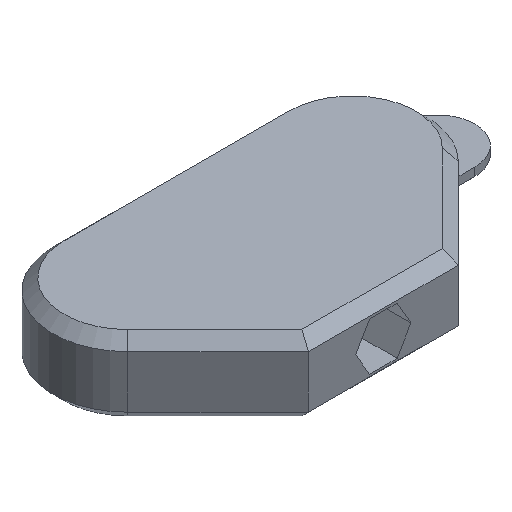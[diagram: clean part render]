
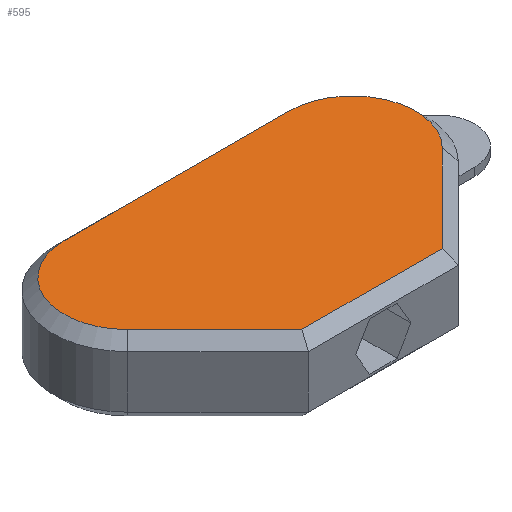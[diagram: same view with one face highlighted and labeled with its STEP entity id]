
A CAD part, isometric view. The second image highlights one B-rep face of the part: STEP entity #595.
In plain terms, the highlighted planar face has unit normal (0, 0, 1).
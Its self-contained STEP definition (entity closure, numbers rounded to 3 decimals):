
#37=PLANE('',#658);
#71=FACE_OUTER_BOUND('',#108,.T.);
#108=EDGE_LOOP('',(#511,#512,#513,#514,#515,#516));
#153=LINE('',#942,#217);
#159=LINE('',#951,#223);
#162=LINE('',#959,#226);
#164=LINE('',#965,#228);
#217=VECTOR('',#761,10.);
#223=VECTOR('',#769,10.);
#226=VECTOR('',#778,10.);
#228=VECTOR('',#786,10.);
#261=CIRCLE('',#651,8.5);
#262=CIRCLE('',#654,8.5);
#294=VERTEX_POINT('',#940);
#295=VERTEX_POINT('',#941);
#297=VERTEX_POINT('',#949);
#298=VERTEX_POINT('',#953);
#299=VERTEX_POINT('',#957);
#300=VERTEX_POINT('',#961);
#360=EDGE_CURVE('',#294,#295,#153,.T.);
#366=EDGE_CURVE('',#297,#294,#159,.T.);
#368=EDGE_CURVE('',#298,#297,#261,.T.);
#370=EDGE_CURVE('',#299,#298,#162,.T.);
#372=EDGE_CURVE('',#300,#299,#262,.T.);
#373=EDGE_CURVE('',#295,#300,#164,.T.);
#511=ORIENTED_EDGE('',*,*,#360,.F.);
#512=ORIENTED_EDGE('',*,*,#366,.F.);
#513=ORIENTED_EDGE('',*,*,#368,.F.);
#514=ORIENTED_EDGE('',*,*,#370,.F.);
#515=ORIENTED_EDGE('',*,*,#372,.F.);
#516=ORIENTED_EDGE('',*,*,#373,.F.);
#595=ADVANCED_FACE('',(#71),#37,.T.);
#651=AXIS2_PLACEMENT_3D('',#955,#773,#774);
#654=AXIS2_PLACEMENT_3D('',#963,#782,#783);
#658=AXIS2_PLACEMENT_3D('',#981,#798,#799);
#761=DIRECTION('',(-1.,0.,0.));
#769=DIRECTION('',(-0.707,-0.707,0.));
#773=DIRECTION('center_axis',(0.,0.,-1.));
#774=DIRECTION('ref_axis',(0.707,-0.707,0.));
#778=DIRECTION('',(1.,0.,0.));
#782=DIRECTION('center_axis',(0.,0.,-1.));
#783=DIRECTION('ref_axis',(0.,1.,0.));
#786=DIRECTION('',(-0.707,0.707,0.));
#798=DIRECTION('center_axis',(0.,0.,1.));
#799=DIRECTION('ref_axis',(1.,0.,0.));
#940=CARTESIAN_POINT('',(9.379,1.5,5.));
#941=CARTESIAN_POINT('',(-9.379,1.5,5.));
#942=CARTESIAN_POINT('',(-5.,1.5,5.));
#949=CARTESIAN_POINT('',(21.01,13.132,5.));
#951=CARTESIAN_POINT('',(10.082,2.203,5.));
#953=CARTESIAN_POINT('',(15.,27.642,5.));
#955=CARTESIAN_POINT('Origin',(15.,19.142,5.));
#957=CARTESIAN_POINT('',(-15.,27.642,5.));
#959=CARTESIAN_POINT('',(7.5,27.642,5.));
#961=CARTESIAN_POINT('',(-21.01,13.132,5.));
#963=CARTESIAN_POINT('Origin',(-15.,19.142,5.));
#965=CARTESIAN_POINT('',(-16.118,8.239,5.));
#981=CARTESIAN_POINT('Origin',(0.,14.571,5.));
